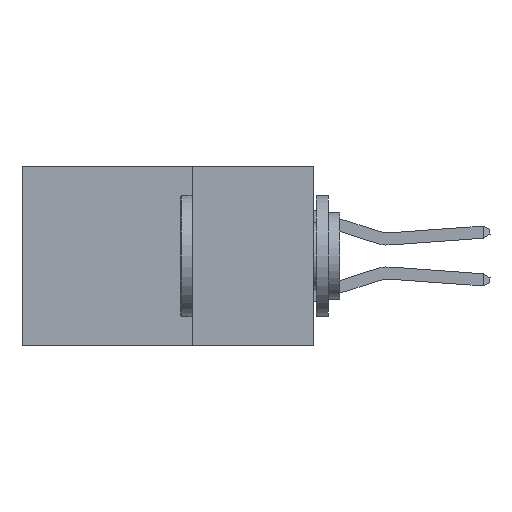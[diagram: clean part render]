
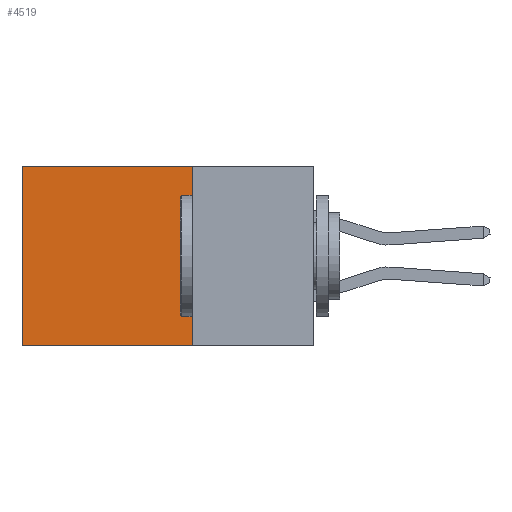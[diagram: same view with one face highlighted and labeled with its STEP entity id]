
A CAD part, left-side view. The second image highlights one B-rep face of the part: STEP entity #4519.
In plain terms, the highlighted planar face has unit normal (-1, 0, 0).
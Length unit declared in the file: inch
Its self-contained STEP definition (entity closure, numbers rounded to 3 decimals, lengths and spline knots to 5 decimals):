
#887 = FACE_OUTER_BOUND ( 'NONE', #36664, .T. ) ;
#2148 = DIRECTION ( 'NONE',  ( 0., 0., -1. ) ) ;
#4519 = ADVANCED_FACE ( 'NONE', ( #887 ), #16740, .F. ) ;
#4715 = CARTESIAN_POINT ( 'NONE',  ( 0.2875, 0.6, 0. ) ) ;
#6158 = VERTEX_POINT ( 'NONE', #20683 ) ;
#8782 = CARTESIAN_POINT ( 'NONE',  ( 0.2875, 0.25, 0. ) ) ;
#9637 = EDGE_CURVE ( 'NONE', #6158, #14522, #35515, .T. ) ;
#14108 = ORIENTED_EDGE ( 'NONE', *, *, #37210, .F. ) ;
#14522 = VERTEX_POINT ( 'NONE', #33011 ) ;
#15361 = VERTEX_POINT ( 'NONE', #15992 ) ;
#15992 = CARTESIAN_POINT ( 'NONE',  ( 0.2875, 0.6, -0.37 ) ) ;
#16740 = PLANE ( 'NONE',  #17058 ) ;
#17058 = AXIS2_PLACEMENT_3D ( 'NONE', #31214, #19680, #2148 ) ;
#17732 = VERTEX_POINT ( 'NONE', #4715 ) ;
#17813 = DIRECTION ( 'NONE',  ( 0., 0., -1. ) ) ;
#18723 = EDGE_CURVE ( 'NONE', #17732, #15361, #19895, .T. ) ;
#19680 = DIRECTION ( 'NONE',  ( 1., 0., 0. ) ) ;
#19895 = LINE ( 'NONE', #32247, #26713 ) ;
#20276 = LINE ( 'NONE', #28405, #33821 ) ;
#20683 = CARTESIAN_POINT ( 'NONE',  ( 0.2875, 0.25, 0. ) ) ;
#25366 = DIRECTION ( 'NONE',  ( 0., 0., -1. ) ) ;
#25506 = ORIENTED_EDGE ( 'NONE', *, *, #18723, .T. ) ;
#25619 = DIRECTION ( 'NONE',  ( 0., 1., 0. ) ) ;
#26277 = DIRECTION ( 'NONE',  ( 0., 1., 0. ) ) ;
#26357 = ORIENTED_EDGE ( 'NONE', *, *, #29394, .T. ) ;
#26685 = VECTOR ( 'NONE', #26277, 39.37008 ) ;
#26713 = VECTOR ( 'NONE', #17813, 39.37008 ) ;
#28405 = CARTESIAN_POINT ( 'NONE',  ( 0.2875, 0.25, -0.37 ) ) ;
#29394 = EDGE_CURVE ( 'NONE', #6158, #17732, #34296, .T. ) ;
#31041 = CARTESIAN_POINT ( 'NONE',  ( 0.2875, 0.25, 0. ) ) ;
#31214 = CARTESIAN_POINT ( 'NONE',  ( 0.2875, 0.25, 0. ) ) ;
#32247 = CARTESIAN_POINT ( 'NONE',  ( 0.2875, 0.6, 0. ) ) ;
#33011 = CARTESIAN_POINT ( 'NONE',  ( 0.2875, 0.25, -0.37 ) ) ;
#33821 = VECTOR ( 'NONE', #25619, 39.37008 ) ;
#34296 = LINE ( 'NONE', #8782, #26685 ) ;
#34641 = VECTOR ( 'NONE', #25366, 39.37008 ) ;
#34980 = ORIENTED_EDGE ( 'NONE', *, *, #9637, .F. ) ;
#35515 = LINE ( 'NONE', #31041, #34641 ) ;
#36664 = EDGE_LOOP ( 'NONE', ( #25506, #14108, #34980, #26357 ) ) ;
#37210 = EDGE_CURVE ( 'NONE', #14522, #15361, #20276, .T. ) ;
